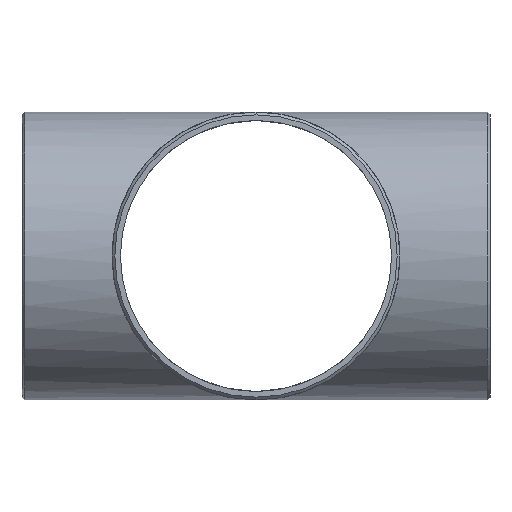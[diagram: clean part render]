
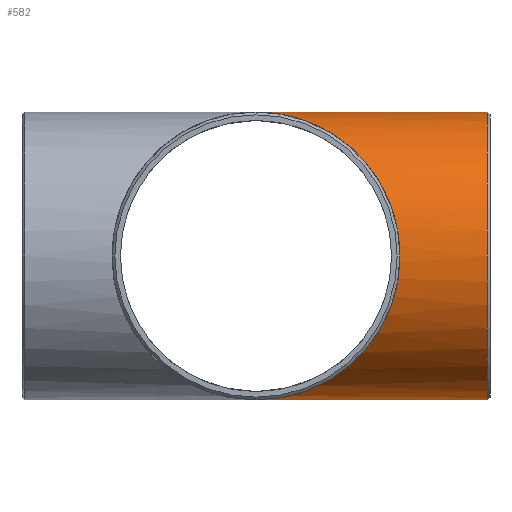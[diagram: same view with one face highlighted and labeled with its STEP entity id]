
A CAD part, left-side view. The second image highlights one B-rep face of the part: STEP entity #582.
In plain terms, the highlighted cylindrical face has radius 109.5 mm (diameter 219 mm), a partial arc.
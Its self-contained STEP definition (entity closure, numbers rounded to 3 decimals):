
#45 = DIRECTION ( 'NONE',  ( 0., 0., -1. ) ) ;
#57 = CYLINDRICAL_SURFACE ( 'NONE', #232, 109.5 ) ;
#69 = CARTESIAN_POINT ( 'NONE',  ( 0., 0., -109.5 ) ) ;
#75 = VECTOR ( 'NONE', #208, 1000. ) ;
#102 = CARTESIAN_POINT ( 'NONE',  ( 0., -175.883, 0. ) ) ;
#111 = VERTEX_POINT ( 'NONE', #391 ) ;
#131 = CARTESIAN_POINT ( 'NONE',  ( -219., -219., -109.5 ) ) ;
#164 = DIRECTION ( 'NONE',  ( 0., 1., 0. ) ) ;
#200 = CIRCLE ( 'NONE', #410, 109.5 ) ;
#205 = EDGE_CURVE ( 'NONE', #111, #720, #275, .T. ) ;
#208 = DIRECTION ( 'NONE',  ( 0., 1., 0. ) ) ;
#224 = EDGE_CURVE ( 'NONE', #448, #111, #200, .T. ) ;
#232 = AXIS2_PLACEMENT_3D ( 'NONE', #549, #164, #430 ) ;
#252 = CARTESIAN_POINT ( 'NONE',  ( 0., -178., -109.5 ) ) ;
#274 = ORIENTED_EDGE ( 'NONE', *, *, #301, .F. ) ;
#275 = LINE ( 'NONE', #595, #696 ) ;
#283 = ORIENTED_EDGE ( 'NONE', *, *, #205, .T. ) ;
#294 = CARTESIAN_POINT ( 'NONE',  ( 0., 0., -109.5 ) ) ;
#301 = EDGE_CURVE ( 'NONE', #448, #469, #446, .T. ) ;
#315 = CARTESIAN_POINT ( 'NONE',  ( 0., 0., 109.5 ) ) ;
#349 = DIRECTION ( 'NONE',  ( 0., 1., 0. ) ) ;
#364 = EDGE_CURVE ( 'NONE', #469, #720, #769, .T. ) ;
#373 = CARTESIAN_POINT ( 'NONE',  ( 0., 0., 109.5 ) ) ;
#380 = CARTESIAN_POINT ( 'NONE',  ( -219., -219., 109.5 ) ) ;
#391 = CARTESIAN_POINT ( 'NONE',  ( 0., -175.883, 109.5 ) ) ;
#410 = AXIS2_PLACEMENT_3D ( 'NONE', #102, #349, #45 ) ;
#411 = DIRECTION ( 'NONE',  ( 0., 1., 0. ) ) ;
#413 = ORIENTED_EDGE ( 'NONE', *, *, #364, .F. ) ;
#430 = DIRECTION ( 'NONE',  ( 0., 0., -1. ) ) ;
#436 = ORIENTED_EDGE ( 'NONE', *, *, #224, .T. ) ;
#446 = LINE ( 'NONE', #252, #75 ) ;
#448 = VERTEX_POINT ( 'NONE', #553 ) ;
#469 = VERTEX_POINT ( 'NONE', #294 ) ;
#545 = FACE_OUTER_BOUND ( 'NONE', #780, .T. ) ;
#549 = CARTESIAN_POINT ( 'NONE',  ( 0., -178., 0. ) ) ;
#553 = CARTESIAN_POINT ( 'NONE',  ( 0., -175.883, -109.5 ) ) ;
#582 = ADVANCED_FACE ( 'NONE', ( #545 ), #57, .T. ) ;
#595 = CARTESIAN_POINT ( 'NONE',  ( 0., -178., 109.5 ) ) ;
#696 = VECTOR ( 'NONE', #411, 1000. ) ;
#720 = VERTEX_POINT ( 'NONE', #373 ) ;
#769 =( BOUNDED_CURVE ( )  B_SPLINE_CURVE ( 3, ( #69, #131, #380, #315 ),
 .UNSPECIFIED., .F., .T. ) 
 B_SPLINE_CURVE_WITH_KNOTS ( ( 4, 4 ),
 ( 4.712, 7.854 ),
 .UNSPECIFIED. ) 
 CURVE ( )  GEOMETRIC_REPRESENTATION_ITEM ( )  RATIONAL_B_SPLINE_CURVE ( ( 1., 0.333, 0.333, 1. ) ) 
 REPRESENTATION_ITEM ( '' )  );
#780 = EDGE_LOOP ( 'NONE', ( #436, #283, #413, #274 ) ) ;
